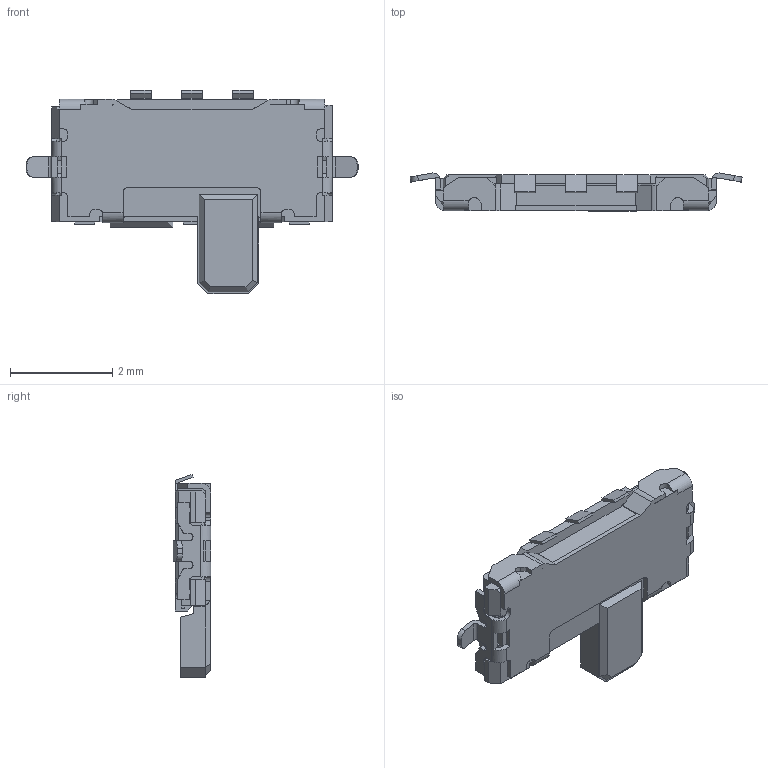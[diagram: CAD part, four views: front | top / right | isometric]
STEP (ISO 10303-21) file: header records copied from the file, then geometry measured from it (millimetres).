
FILE_DESCRIPTION (( 'STEP AP214' ), '1' );
FILE_NAME ('SSAJ120100.STEP', '2016-10-24T01:05:18', ( 'user' ), ( '' ), 'SwSTEP 2.0', 'SolidWorks 2014', '' );
FILE_SCHEMA (( 'AUTOMOTIVE_DESIGN' ));
Length unit declared in the file: millimetre
Products named in the file (1): SSAJ120100
Bounding box: 6.5 x 0.74 x 3.98 mm (x, y, z)
Volume: 9.3 mm3; surface area: 50.5 mm2
Topology: 1 solids, 5 shells, 414 faces, 1178 edges, 770 vertices
Faces by surface type: plane 334, cylinder 70, cone 8, bspline 2
Entity records: 15269 total; most frequent: CARTESIAN_POINT 2452, ORIENTED_EDGE 2356, DIRECTION 2154, EDGE_CURVE 1178, LINE 986, VECTOR 986, VERTEX_POINT 770, AXIS2_PLACEMENT_3D 584
